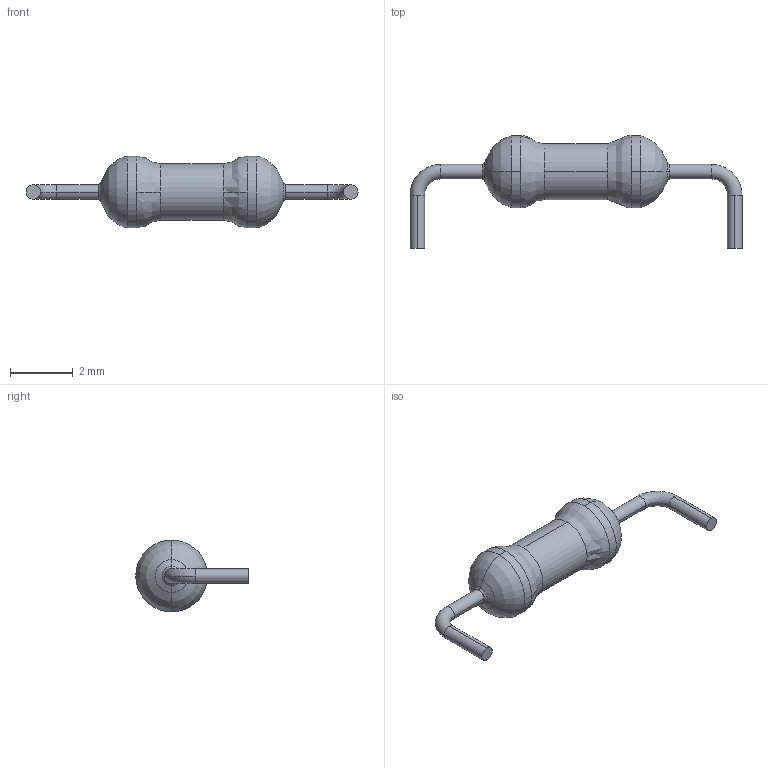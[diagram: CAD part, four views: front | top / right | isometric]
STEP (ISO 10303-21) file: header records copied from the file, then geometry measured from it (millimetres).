
FILE_DESCRIPTION (( 'STEP AP214' ), '1' );
FILE_NAME ('res axial 0.4 azul.STEP', '2021-04-18T14:39:39', ( '' ), ( '' ), 'SwSTEP 2.0', 'SolidWorks 2020', '' );
FILE_SCHEMA (( 'AUTOMOTIVE_DESIGN' ));
Length unit declared in the file: millimetre
Products named in the file (1): res axial 0.4 azul
Bounding box: 10.62 x 3.6 x 2.3 mm (x, y, z)
Volume: 18.6 mm3; surface area: 52.1 mm2
Topology: 1 solids, 1 shells, 44 faces, 102 edges, 60 vertices
Faces by surface type: torus 16, cylinder 14, cone 8, bspline 4, plane 2
Entity records: 1506 total; most frequent: CARTESIAN_POINT 279, DIRECTION 256, ORIENTED_EDGE 204, AXIS2_PLACEMENT_3D 117, EDGE_CURVE 102, CIRCLE 76, VERTEX_POINT 60, FACE_OUTER_BOUND 44
